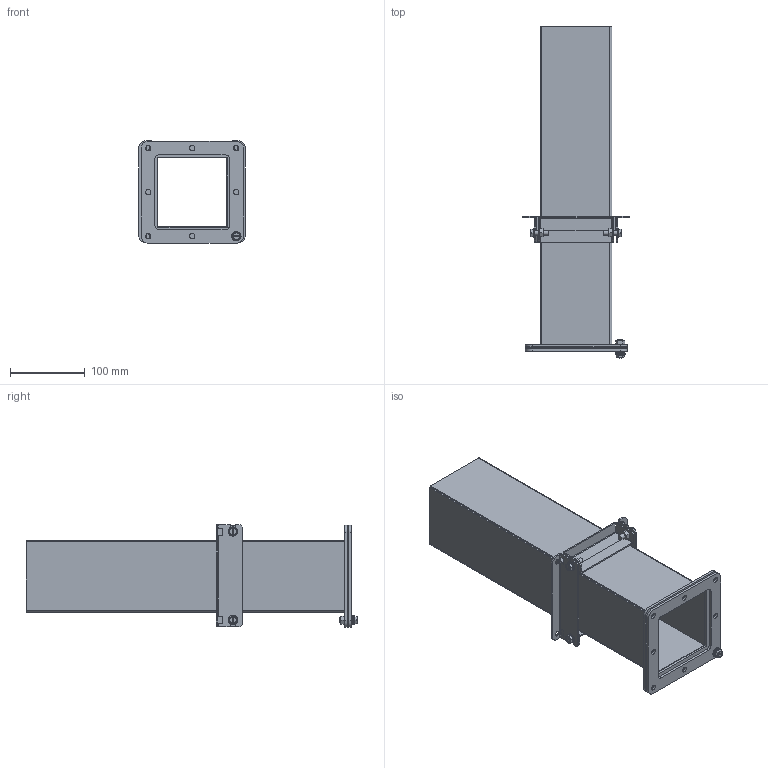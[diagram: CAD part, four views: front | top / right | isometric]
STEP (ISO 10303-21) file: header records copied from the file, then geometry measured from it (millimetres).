
FILE_DESCRIPTION (( 'STEP AP203' ), '1' );
FILE_NAME ('1487CXSS.step', '2020-11-17T21:12:36', ( 'ADC123' ), ( 'Microsoft' ), 'SwSTEP 2.0', 'SolidWorks 2019', '' );
FILE_SCHEMA (( 'CONFIG_CONTROL_DESIGN' ));
Length unit declared in the file: inch
Products named in the file (1): 1487CXSS
Bounding box: 141.88 x 443.12 x 137.15 mm (x, y, z)
Volume: 432294.3 mm3; surface area: 439666.7 mm2
Topology: 23 solids, 23 shells, 479 faces, 1229 edges, 798 vertices
Faces by surface type: plane 309, cylinder 130, bspline 40
Full cylindrical faces by diameter (mm): 4.976 x5, 6.35 x5, 6.553 x1, 7.137 x20, 12.7 x5
Entity records: 15152 total; most frequent: CARTESIAN_POINT 3849, ORIENTED_EDGE 2386, DIRECTION 2115, EDGE_CURVE 1193, VECTOR 819, LINE 819, VERTEX_POINT 798, AXIS2_PLACEMENT_3D 648
